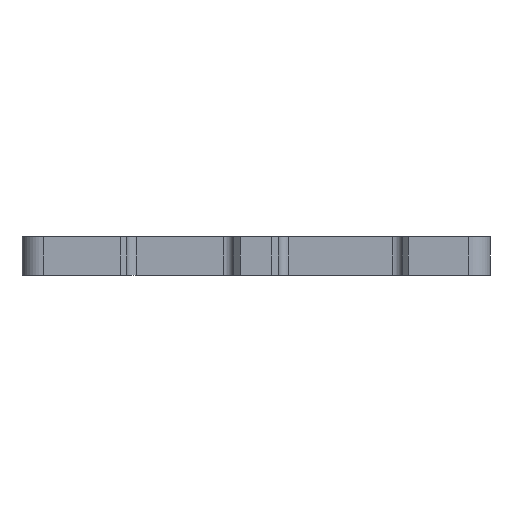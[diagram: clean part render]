
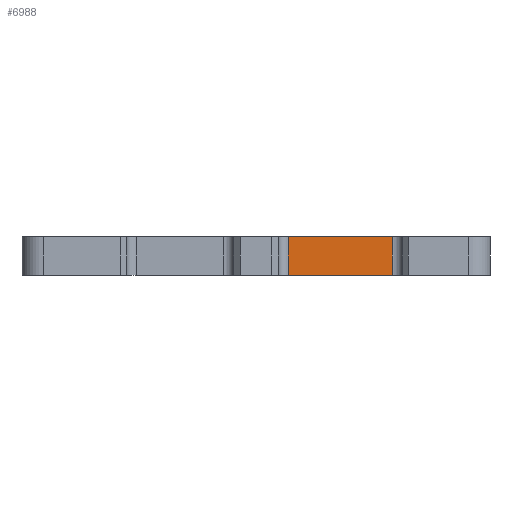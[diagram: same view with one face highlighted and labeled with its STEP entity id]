
A CAD part, left-side view. The second image highlights one B-rep face of the part: STEP entity #6988.
In plain terms, the highlighted planar face has unit normal (-1, 0, 0).
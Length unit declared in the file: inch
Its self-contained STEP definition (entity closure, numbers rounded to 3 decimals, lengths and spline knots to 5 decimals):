
#10 = CARTESIAN_POINT ( 'NONE',  ( 0.255, 1.906, 0.366 ) ) ;
#74 = EDGE_CURVE ( 'NONE', #5172, #8037, #4845, .T. ) ;
#330 = DIRECTION ( 'NONE',  ( 0., -1., 0. ) ) ;
#355 = CARTESIAN_POINT ( 'NONE',  ( 0.255, 0.924, 0.366 ) ) ;
#585 = CARTESIAN_POINT ( 'NONE',  ( 0.255, 0.924, 0. ) ) ;
#798 = VECTOR ( 'NONE', #330, 39.37008 ) ;
#2135 = EDGE_LOOP ( 'NONE', ( #4917, #2912, #5649, #5020 ) ) ;
#2143 = VECTOR ( 'NONE', #7795, 39.37008 ) ;
#2425 = EDGE_CURVE ( 'NONE', #7400, #5172, #4608, .T. ) ;
#2433 = CARTESIAN_POINT ( 'NONE',  ( 0.255, 1.906, 0. ) ) ;
#2487 = VECTOR ( 'NONE', #7861, 39.37008 ) ;
#2694 = CARTESIAN_POINT ( 'NONE',  ( 0.255, 0.924, 0. ) ) ;
#2912 = ORIENTED_EDGE ( 'NONE', *, *, #74, .F. ) ;
#3375 = LINE ( 'NONE', #4582, #7663 ) ;
#3488 = VERTEX_POINT ( 'NONE', #2433 ) ;
#3640 = CARTESIAN_POINT ( 'NONE',  ( 0.255, 0.924, 0.366 ) ) ;
#4257 = EDGE_CURVE ( 'NONE', #3488, #8037, #5228, .T. ) ;
#4582 = CARTESIAN_POINT ( 'NONE',  ( 0.255, 1.906, 0.366 ) ) ;
#4608 = LINE ( 'NONE', #7755, #2143 ) ;
#4845 = LINE ( 'NONE', #355, #2487 ) ;
#4917 = ORIENTED_EDGE ( 'NONE', *, *, #4257, .T. ) ;
#5020 = ORIENTED_EDGE ( 'NONE', *, *, #7138, .T. ) ;
#5092 = DIRECTION ( 'NONE',  ( 0., 1., 0. ) ) ;
#5126 = FACE_OUTER_BOUND ( 'NONE', #2135, .T. ) ;
#5172 = VERTEX_POINT ( 'NONE', #3640 ) ;
#5228 = LINE ( 'NONE', #2694, #798 ) ;
#5649 = ORIENTED_EDGE ( 'NONE', *, *, #2425, .F. ) ;
#5673 = DIRECTION ( 'NONE',  ( 1., 0., 0. ) ) ;
#5810 = AXIS2_PLACEMENT_3D ( 'NONE', #7693, #5673, #5092 ) ;
#6526 = DIRECTION ( 'NONE',  ( 0., 0., -1. ) ) ;
#6988 = ADVANCED_FACE ( 'NONE', ( #5126 ), #7654, .F. ) ;
#7138 = EDGE_CURVE ( 'NONE', #7400, #3488, #3375, .T. ) ;
#7400 = VERTEX_POINT ( 'NONE', #10 ) ;
#7654 = PLANE ( 'NONE',  #5810 ) ;
#7663 = VECTOR ( 'NONE', #6526, 39.37008 ) ;
#7693 = CARTESIAN_POINT ( 'NONE',  ( 0.255, 0.924, 0.366 ) ) ;
#7755 = CARTESIAN_POINT ( 'NONE',  ( 0.255, 0.924, 0.366 ) ) ;
#7795 = DIRECTION ( 'NONE',  ( 0., -1., 0. ) ) ;
#7861 = DIRECTION ( 'NONE',  ( 0., 0., -1. ) ) ;
#8037 = VERTEX_POINT ( 'NONE', #585 ) ;
